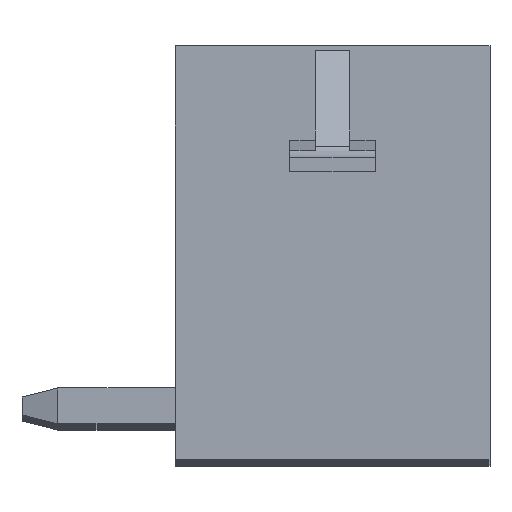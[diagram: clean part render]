
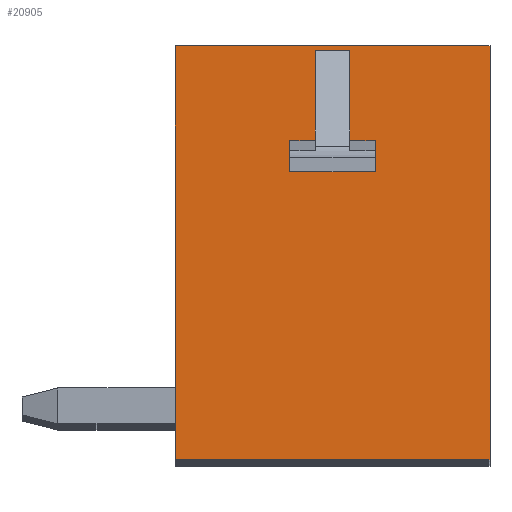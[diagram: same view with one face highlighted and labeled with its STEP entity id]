
A CAD part, top view. The second image highlights one B-rep face of the part: STEP entity #20905.
In plain terms, the highlighted planar face has unit normal (0, 0, 1).
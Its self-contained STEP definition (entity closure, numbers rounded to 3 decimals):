
#3227=DIRECTION('',(1.,0.,0.));
#3228=VECTOR('',#3227,7.);
#3229=CARTESIAN_POINT('',(-3.6,-3.853,0.));
#3230=LINE('',#3229,#3228);
#3231=DIRECTION('',(0.,-1.,0.));
#3232=VECTOR('',#3231,9.2);
#3233=CARTESIAN_POINT('',(-3.6,5.347,0.));
#3234=LINE('',#3233,#3232);
#3235=DIRECTION('',(-1.,0.,0.));
#3236=VECTOR('',#3235,7.);
#3237=CARTESIAN_POINT('',(3.4,5.347,0.));
#3238=LINE('',#3237,#3236);
#3239=DIRECTION('',(0.,1.,0.));
#3240=VECTOR('',#3239,9.2);
#3241=CARTESIAN_POINT('',(3.4,-3.853,0.));
#3242=LINE('',#3241,#3240);
#3243=DIRECTION('',(0.,1.,0.));
#3244=VECTOR('',#3243,0.495);
#3245=CARTESIAN_POINT('',(0.85,2.747,0.));
#3246=LINE('',#3245,#3244);
#3247=DIRECTION('',(-1.,0.,0.));
#3248=VECTOR('',#3247,0.76);
#3249=CARTESIAN_POINT('',(0.28,5.244,0.));
#3250=LINE('',#3249,#3248);
#3251=DIRECTION('',(1.,0.,0.));
#3252=VECTOR('',#3251,0.57);
#3253=CARTESIAN_POINT('',(-1.05,3.242,0.));
#3254=LINE('',#3253,#3252);
#3255=DIRECTION('',(0.,1.,0.));
#3256=VECTOR('',#3255,0.495);
#3257=CARTESIAN_POINT('',(-1.05,2.747,0.));
#3258=LINE('',#3257,#3256);
#3259=DIRECTION('',(-1.,0.,0.));
#3260=VECTOR('',#3259,1.9);
#3261=CARTESIAN_POINT('',(0.85,2.747,0.));
#3262=LINE('',#3261,#3260);
#3284=DIRECTION('',(-1.,0.,0.));
#3285=VECTOR('',#3284,0.57);
#3286=CARTESIAN_POINT('',(0.85,3.242,0.));
#3287=LINE('',#3286,#3285);
#3288=DIRECTION('',(0.,-1.,0.));
#3289=VECTOR('',#3288,2.002);
#3290=CARTESIAN_POINT('',(0.28,5.244,0.));
#3291=LINE('',#3290,#3289);
#3355=DIRECTION('',(0.,1.,0.));
#3356=VECTOR('',#3355,2.002);
#3357=CARTESIAN_POINT('',(-0.48,3.242,0.));
#3358=LINE('',#3357,#3356);
#14097=CARTESIAN_POINT('',(-3.6,-3.853,0.));
#14098=CARTESIAN_POINT('',(3.4,-3.853,0.));
#14099=VERTEX_POINT('',#14097);
#14100=VERTEX_POINT('',#14098);
#14101=CARTESIAN_POINT('',(3.4,5.347,0.));
#14102=VERTEX_POINT('',#14101);
#14103=CARTESIAN_POINT('',(-3.6,5.347,0.));
#14104=VERTEX_POINT('',#14103);
#15060=CARTESIAN_POINT('',(0.85,2.747,0.));
#15061=VERTEX_POINT('',#15060);
#15062=CARTESIAN_POINT('',(-1.05,2.747,0.));
#15063=VERTEX_POINT('',#15062);
#15065=CARTESIAN_POINT('',(-0.48,3.242,0.));
#15067=VERTEX_POINT('',#15065);
#15068=CARTESIAN_POINT('',(-0.48,5.244,0.));
#15069=VERTEX_POINT('',#15068);
#15070=CARTESIAN_POINT('',(-1.05,3.242,0.));
#15071=VERTEX_POINT('',#15070);
#15076=CARTESIAN_POINT('',(0.28,5.244,0.));
#15077=CARTESIAN_POINT('',(0.28,3.242,0.));
#15078=VERTEX_POINT('',#15076);
#15079=VERTEX_POINT('',#15077);
#15082=CARTESIAN_POINT('',(0.85,3.242,0.));
#15083=VERTEX_POINT('',#15082);
#20876=CARTESIAN_POINT('',(0.,0.,0.));
#20877=DIRECTION('',(0.,0.,1.));
#20878=DIRECTION('',(1.,0.,0.));
#20879=AXIS2_PLACEMENT_3D('',#20876,#20877,#20878);
#20880=PLANE('',#20879);
#20881=ORIENTED_EDGE('',*,*,#20412,.F.);
#20882=ORIENTED_EDGE('',*,*,#19994,.F.);
#20883=ORIENTED_EDGE('',*,*,#18736,.F.);
#20884=ORIENTED_EDGE('',*,*,#20510,.F.);
#20885=EDGE_LOOP('',(#20881,#20882,#20883,#20884));
#20886=FACE_OUTER_BOUND('',#20885,.F.);
#20888=ORIENTED_EDGE('',*,*,#20887,.T.);
#20890=ORIENTED_EDGE('',*,*,#20889,.T.);
#20892=ORIENTED_EDGE('',*,*,#20891,.F.);
#20894=ORIENTED_EDGE('',*,*,#20893,.T.);
#20896=ORIENTED_EDGE('',*,*,#20895,.F.);
#20898=ORIENTED_EDGE('',*,*,#20897,.F.);
#20900=ORIENTED_EDGE('',*,*,#20899,.F.);
#20902=ORIENTED_EDGE('',*,*,#20901,.F.);
#20903=EDGE_LOOP('',(#20888,#20890,#20892,#20894,#20896,#20898,#20900,#20902));
#20904=FACE_BOUND('',#20903,.F.);
#18736=EDGE_CURVE('',#14102,#14104,#3238,.T.);
#19994=EDGE_CURVE('',#14104,#14099,#3234,.T.);
#20412=EDGE_CURVE('',#14099,#14100,#3230,.T.);
#20510=EDGE_CURVE('',#14100,#14102,#3242,.T.);
#20887=EDGE_CURVE('',#15061,#15083,#3246,.T.);
#20889=EDGE_CURVE('',#15083,#15079,#3287,.T.);
#20891=EDGE_CURVE('',#15078,#15079,#3291,.T.);
#20893=EDGE_CURVE('',#15078,#15069,#3250,.T.);
#20895=EDGE_CURVE('',#15067,#15069,#3358,.T.);
#20897=EDGE_CURVE('',#15071,#15067,#3254,.T.);
#20899=EDGE_CURVE('',#15063,#15071,#3258,.T.);
#20901=EDGE_CURVE('',#15061,#15063,#3262,.T.);
#20905=ADVANCED_FACE('',(#20886,#20904),#20880,.T.);
